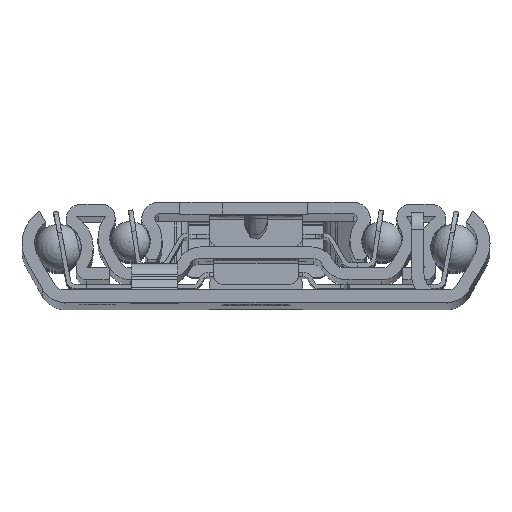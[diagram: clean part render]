
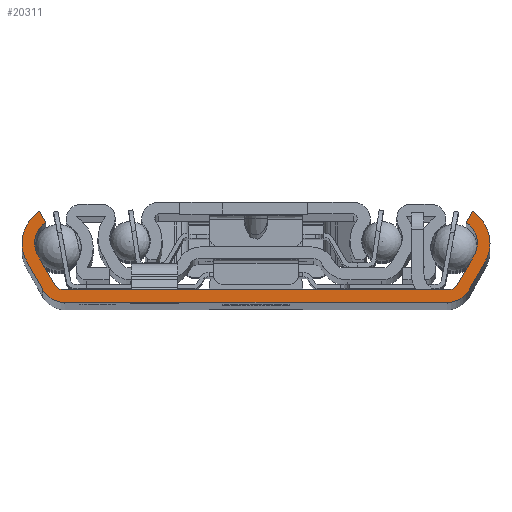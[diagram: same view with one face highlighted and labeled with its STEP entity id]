
A CAD part, top view. The second image highlights one B-rep face of the part: STEP entity #20311.
In plain terms, the highlighted planar face has unit normal (0, 0, 1).
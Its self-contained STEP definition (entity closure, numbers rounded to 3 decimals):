
#444=PLANE('',#28988);
#2105=FACE_OUTER_BOUND('',#3537,.T.);
#3537=EDGE_LOOP('',(#12796,#12797,#12798,#12799,#12800,#12801,#12802,#12803,
#12804,#12805,#12806,#12807,#12808,#12809,#12810,#12811));
#5387=VERTEX_POINT('',#41984);
#5388=VERTEX_POINT('',#41986);
#5390=VERTEX_POINT('',#41992);
#5391=VERTEX_POINT('',#41996);
#5392=VERTEX_POINT('',#41998);
#5394=VERTEX_POINT('',#42004);
#5395=VERTEX_POINT('',#42008);
#5396=VERTEX_POINT('',#42009);
#5399=VERTEX_POINT('',#42020);
#5401=VERTEX_POINT('',#42026);
#5403=VERTEX_POINT('',#42032);
#5405=VERTEX_POINT('',#42038);
#5407=VERTEX_POINT('',#42044);
#5409=VERTEX_POINT('',#42053);
#5411=VERTEX_POINT('',#42059);
#5413=VERTEX_POINT('',#42065);
#8236=EDGE_CURVE('',#5387,#5388,#23350,.T.);
#8240=EDGE_CURVE('',#5390,#5387,#21780,.T.);
#8242=EDGE_CURVE('',#5391,#5392,#23354,.T.);
#8246=EDGE_CURVE('',#5394,#5391,#21782,.T.);
#8247=EDGE_CURVE('',#5395,#5396,#21783,.T.);
#8251=EDGE_CURVE('',#5396,#5390,#23359,.T.);
#8253=EDGE_CURVE('',#5388,#5399,#21785,.T.);
#8256=EDGE_CURVE('',#5399,#5401,#23362,.T.);
#8259=EDGE_CURVE('',#5401,#5403,#21787,.T.);
#8262=EDGE_CURVE('',#5403,#5405,#23366,.T.);
#8265=EDGE_CURVE('',#5405,#5407,#21789,.T.);
#8268=EDGE_CURVE('',#5407,#5394,#23370,.T.);
#8270=EDGE_CURVE('',#5392,#5409,#21791,.T.);
#8273=EDGE_CURVE('',#5409,#5411,#23373,.T.);
#8276=EDGE_CURVE('',#5411,#5413,#21793,.T.);
#8279=EDGE_CURVE('',#5413,#5395,#23377,.T.);
#12796=ORIENTED_EDGE('',*,*,#8247,.F.);
#12797=ORIENTED_EDGE('',*,*,#8279,.F.);
#12798=ORIENTED_EDGE('',*,*,#8276,.F.);
#12799=ORIENTED_EDGE('',*,*,#8273,.F.);
#12800=ORIENTED_EDGE('',*,*,#8270,.F.);
#12801=ORIENTED_EDGE('',*,*,#8242,.F.);
#12802=ORIENTED_EDGE('',*,*,#8246,.F.);
#12803=ORIENTED_EDGE('',*,*,#8268,.F.);
#12804=ORIENTED_EDGE('',*,*,#8265,.F.);
#12805=ORIENTED_EDGE('',*,*,#8262,.F.);
#12806=ORIENTED_EDGE('',*,*,#8259,.F.);
#12807=ORIENTED_EDGE('',*,*,#8256,.F.);
#12808=ORIENTED_EDGE('',*,*,#8253,.F.);
#12809=ORIENTED_EDGE('',*,*,#8236,.F.);
#12810=ORIENTED_EDGE('',*,*,#8240,.F.);
#12811=ORIENTED_EDGE('',*,*,#8251,.F.);
#20311=ADVANCED_FACE('',(#2105),#444,.T.);
#21780=CIRCLE('',#28958,4.5);
#21782=CIRCLE('',#28962,3.);
#21783=CIRCLE('',#28964,3.);
#21785=CIRCLE('',#28968,3.);
#21787=CIRCLE('',#28972,1.);
#21789=CIRCLE('',#28976,1.);
#21791=CIRCLE('',#28980,4.5);
#21793=CIRCLE('',#28984,3.);
#23350=LINE('',#41987,#26113);
#23354=LINE('',#41999,#26117);
#23359=LINE('',#42017,#26122);
#23362=LINE('',#42027,#26125);
#23366=LINE('',#42039,#26129);
#23370=LINE('',#42050,#26133);
#23373=LINE('',#42060,#26136);
#23377=LINE('',#42071,#26140);
#26113=VECTOR('',#32441,1.506);
#26117=VECTOR('',#32453,1.506);
#26122=VECTOR('',#32472,3.753);
#26125=VECTOR('',#32483,4.041);
#26129=VECTOR('',#32495,45.723);
#26133=VECTOR('',#32507,4.041);
#26136=VECTOR('',#32518,3.753);
#26140=VECTOR('',#32530,45.145);
#28958=AXIS2_PLACEMENT_3D('',#41994,#32448,#32449);
#28962=AXIS2_PLACEMENT_3D('',#42006,#32460,#32461);
#28964=AXIS2_PLACEMENT_3D('',#42010,#32464,#32465);
#28968=AXIS2_PLACEMENT_3D('',#42021,#32476,#32477);
#28972=AXIS2_PLACEMENT_3D('',#42033,#32488,#32489);
#28976=AXIS2_PLACEMENT_3D('',#42045,#32500,#32501);
#28980=AXIS2_PLACEMENT_3D('',#42054,#32511,#32512);
#28984=AXIS2_PLACEMENT_3D('',#42066,#32523,#32524);
#28988=AXIS2_PLACEMENT_3D('',#42074,#32534,#32535);
#32441=DIRECTION('',(0.472,-0.882,0.));
#32448=DIRECTION('center_axis',(0.,0.,-1.));
#32449=DIRECTION('ref_axis',(-0.536,0.844,0.));
#32453=DIRECTION('',(0.472,0.882,0.));
#32460=DIRECTION('center_axis',(0.,0.,1.));
#32461=DIRECTION('ref_axis',(-0.866,0.5,0.));
#32464=DIRECTION('center_axis',(0.,0.,-1.));
#32465=DIRECTION('ref_axis',(-0.866,-0.5,0.));
#32472=DIRECTION('',(-0.5,0.866,0.));
#32476=DIRECTION('center_axis',(0.,0.,1.));
#32477=DIRECTION('ref_axis',(0.567,-0.824,0.));
#32483=DIRECTION('',(0.5,-0.866,0.));
#32488=DIRECTION('center_axis',(0.,0.,1.));
#32489=DIRECTION('ref_axis',(0.866,0.5,0.));
#32495=DIRECTION('',(1.,0.,0.));
#32500=DIRECTION('center_axis',(0.,0.,1.));
#32501=DIRECTION('ref_axis',(0.,1.,0.));
#32507=DIRECTION('',(0.5,0.866,0.));
#32511=DIRECTION('center_axis',(0.,0.,-1.));
#32512=DIRECTION('ref_axis',(0.866,-0.5,0.));
#32518=DIRECTION('',(-0.5,-0.866,0.));
#32523=DIRECTION('center_axis',(0.,0.,-1.));
#32524=DIRECTION('ref_axis',(0.,-1.,0.));
#32530=DIRECTION('',(-1.,0.,0.));
#32534=DIRECTION('center_axis',(0.,0.,1.));
#32535=DIRECTION('ref_axis',(1.,0.,0.));
#41984=CARTESIAN_POINT('',(-25.56,10.8,500.));
#41986=CARTESIAN_POINT('',(-24.85,9.472,500.));
#41987=CARTESIAN_POINT('',(-24.85,9.472,500.));
#41992=CARTESIAN_POINT('',(-27.047,4.75,500.));
#41994=CARTESIAN_POINT('Origin',(-23.15,7.,500.));
#41996=CARTESIAN_POINT('',(24.85,9.472,500.));
#41998=CARTESIAN_POINT('',(25.56,10.8,500.));
#41999=CARTESIAN_POINT('',(25.56,10.8,500.));
#42004=CARTESIAN_POINT('',(25.748,5.5,500.));
#42006=CARTESIAN_POINT('Origin',(23.15,7.,500.));
#42008=CARTESIAN_POINT('',(-22.573,0.,500.));
#42009=CARTESIAN_POINT('',(-25.171,1.5,500.));
#42010=CARTESIAN_POINT('Origin',(-22.573,3.,500.));
#42017=CARTESIAN_POINT('',(-27.047,4.75,500.));
#42020=CARTESIAN_POINT('',(-25.748,5.5,500.));
#42021=CARTESIAN_POINT('Origin',(-23.15,7.,500.));
#42026=CARTESIAN_POINT('',(-23.727,2.,500.));
#42027=CARTESIAN_POINT('',(-23.727,2.,500.));
#42032=CARTESIAN_POINT('',(-22.861,1.5,500.));
#42033=CARTESIAN_POINT('Origin',(-22.861,2.5,500.));
#42038=CARTESIAN_POINT('',(22.861,1.5,500.));
#42039=CARTESIAN_POINT('',(22.861,1.5,500.));
#42044=CARTESIAN_POINT('',(23.727,2.,500.));
#42045=CARTESIAN_POINT('Origin',(22.861,2.5,500.));
#42050=CARTESIAN_POINT('',(25.748,5.5,500.));
#42053=CARTESIAN_POINT('',(27.047,4.75,500.));
#42054=CARTESIAN_POINT('Origin',(23.15,7.,500.));
#42059=CARTESIAN_POINT('',(25.171,1.5,500.));
#42060=CARTESIAN_POINT('',(25.171,1.5,500.));
#42065=CARTESIAN_POINT('',(22.573,0.,500.));
#42066=CARTESIAN_POINT('Origin',(22.573,3.,500.));
#42071=CARTESIAN_POINT('',(-22.573,0.,500.));
#42074=CARTESIAN_POINT('Origin',(0.,2.399,
500.));
